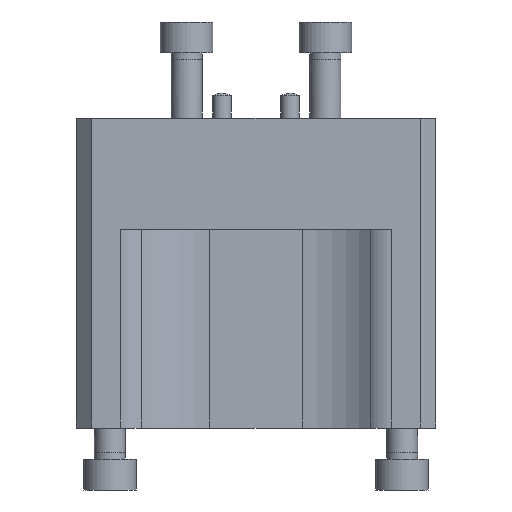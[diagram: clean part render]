
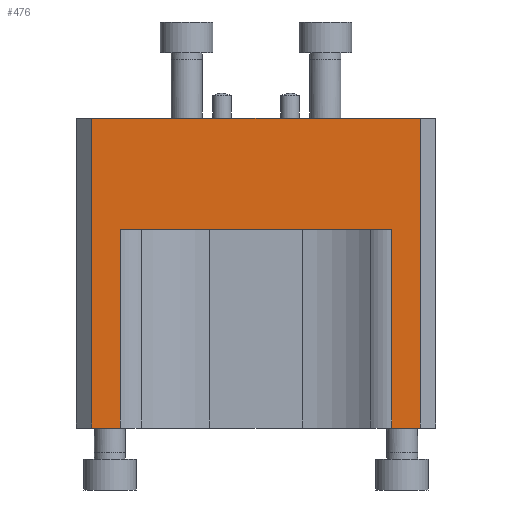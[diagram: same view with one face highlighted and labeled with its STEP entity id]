
A CAD part, left-side view. The second image highlights one B-rep face of the part: STEP entity #476.
In plain terms, the highlighted planar face has unit normal (-1, 0, 0).
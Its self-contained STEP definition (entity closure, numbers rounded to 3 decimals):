
#476 = ADVANCED_FACE( '', ( #1081 ), #1082, .T. );
#1081 = FACE_OUTER_BOUND( '', #1876, .T. );
#1082 = PLANE( '', #1877 );
#1876 = EDGE_LOOP( '', ( #3150, #3151, #3152, #3153, #3154, #3155, #3156, #3157 ) );
#1877 = AXIS2_PLACEMENT_3D( '', #3158, #3159, #3160 );
#3150 = ORIENTED_EDGE( '', *, *, #3884, .T. );
#3151 = ORIENTED_EDGE( '', *, *, #4256, .T. );
#3152 = ORIENTED_EDGE( '', *, *, #3864, .F. );
#3153 = ORIENTED_EDGE( '', *, *, #4257, .T. );
#3154 = ORIENTED_EDGE( '', *, *, #3969, .T. );
#3155 = ORIENTED_EDGE( '', *, *, #4235, .T. );
#3156 = ORIENTED_EDGE( '', *, *, #3869, .F. );
#3157 = ORIENTED_EDGE( '', *, *, #3906, .T. );
#3158 = CARTESIAN_POINT( '', ( -29., -29., 50. ) );
#3159 = DIRECTION( '', ( -1., 0., 0. ) );
#3160 = DIRECTION( '', ( 0., -1., 0. ) );
#3864 = EDGE_CURVE( '', #4529, #4531, #4532, .T. );
#3869 = EDGE_CURVE( '', #4538, #4540, #4541, .T. );
#3884 = EDGE_CURVE( '', #4569, #4567, #4570, .T. );
#3906 = EDGE_CURVE( '', #4538, #4569, #4604, .F. );
#3969 = EDGE_CURVE( '', #4715, #4713, #4716, .T. );
#4235 = EDGE_CURVE( '', #4713, #4540, #5099, .T. );
#4256 = EDGE_CURVE( '', #4567, #4531, #5124, .T. );
#4257 = EDGE_CURVE( '', #4529, #4715, #5125, .T. );
#4529 = VERTEX_POINT( '', #5513 );
#4531 = VERTEX_POINT( '', #5516 );
#4532 = LINE( '', #5517, #5518 );
#4538 = VERTEX_POINT( '', #5525 );
#4540 = VERTEX_POINT( '', #5527 );
#4541 = LINE( '', #5528, #5529 );
#4567 = VERTEX_POINT( '', #5561 );
#4569 = VERTEX_POINT( '', #5563 );
#4570 = LINE( '', #5564, #5565 );
#4604 = LINE( '', #5609, #5610 );
#4713 = VERTEX_POINT( '', #5744 );
#4715 = VERTEX_POINT( '', #5747 );
#4716 = LINE( '', #5748, #5749 );
#5099 = LINE( '', #6329, #6330 );
#5124 = LINE( '', #6363, #6364 );
#5125 = LINE( '', #6365, #6366 );
#5513 = CARTESIAN_POINT( '', ( -29., -26.5, 0. ) );
#5516 = CARTESIAN_POINT( '', ( -29., -21.861, 0. ) );
#5517 = CARTESIAN_POINT( '', ( -29., -29., 0. ) );
#5518 = VECTOR( '', #6790, 1000. );
#5525 = CARTESIAN_POINT( '', ( -29., 21.861, 0. ) );
#5527 = CARTESIAN_POINT( '', ( -29., 26.5, 0. ) );
#5528 = CARTESIAN_POINT( '', ( -29., -29., 0. ) );
#5529 = VECTOR( '', #6801, 1000. );
#5561 = CARTESIAN_POINT( '', ( -29., -21.861, 32. ) );
#5563 = CARTESIAN_POINT( '', ( -29., 21.861, 32. ) );
#5564 = CARTESIAN_POINT( '', ( -29., 19.798, 32. ) );
#5565 = VECTOR( '', #6829, 1000. );
#5609 = CARTESIAN_POINT( '', ( -29., 21.861, 32. ) );
#5610 = VECTOR( '', #6855, 1000. );
#5744 = CARTESIAN_POINT( '', ( -29., 26.5, 50. ) );
#5747 = CARTESIAN_POINT( '', ( -29., -26.5, 50. ) );
#5748 = CARTESIAN_POINT( '', ( -29., -29., 50. ) );
#5749 = VECTOR( '', #6963, 1000. );
#6329 = CARTESIAN_POINT( '', ( -29., 26.5, 50. ) );
#6330 = VECTOR( '', #7242, 1000. );
#6363 = CARTESIAN_POINT( '', ( -29., -21.861, 0. ) );
#6364 = VECTOR( '', #7257, 1000. );
#6365 = CARTESIAN_POINT( '', ( -29., -26.5, 50. ) );
#6366 = VECTOR( '', #7258, 1000. );
#6790 = DIRECTION( '', ( 0., 1., 0. ) );
#6801 = DIRECTION( '', ( 0., 1., 0. ) );
#6829 = DIRECTION( '', ( 0., -1., 0. ) );
#6855 = DIRECTION( '', ( 0., 0., -1. ) );
#6963 = DIRECTION( '', ( 0., 1., 0. ) );
#7242 = DIRECTION( '', ( 0., 0., -1. ) );
#7257 = DIRECTION( '', ( 0., 0., -1. ) );
#7258 = DIRECTION( '', ( 0., 0., 1. ) );
